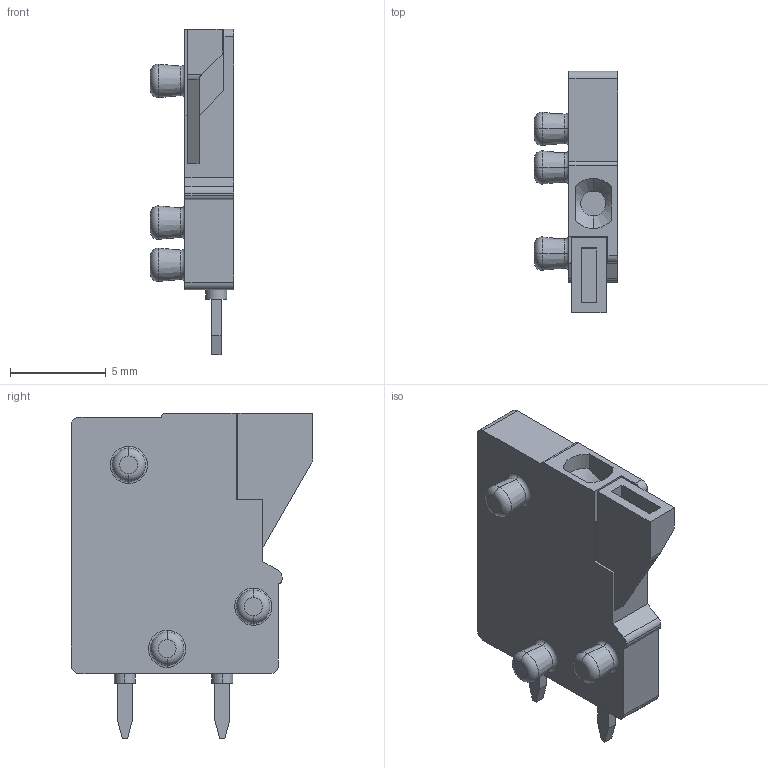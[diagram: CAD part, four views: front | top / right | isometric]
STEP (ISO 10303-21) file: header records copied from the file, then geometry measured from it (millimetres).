
FILE_DESCRIPTION((''),'2;1');
FILE_NAME('PHOENIX_1791813.stp','2015-10-09T14:39:14',(''),(''),'Mechanical Desktop 2011','Mechanical Desktop 2011',', , ');
FILE_SCHEMA(('AUTOMOTIVE_DESIGN { 1 2 10303 214 1 1 1 1 }'));
Length unit declared in the file: millimetre
Products named in the file (1): Product
Bounding box: 4.34 x 12.6 x 17 mm (x, y, z)
Volume: 357.1 mm3; surface area: 569.6 mm2
Topology: 7 solids, 7 shells, 123 faces, 278 edges, 177 vertices
Faces by surface type: plane 67, torus 24, cylinder 18, cone 14
Entity records: 3497 total; most frequent: DIRECTION 638, CARTESIAN_POINT 583, ORIENTED_EDGE 556, EDGE_CURVE 278, AXIS2_PLACEMENT_3D 238, VERTEX_POINT 177, VECTOR 162, LINE 162
